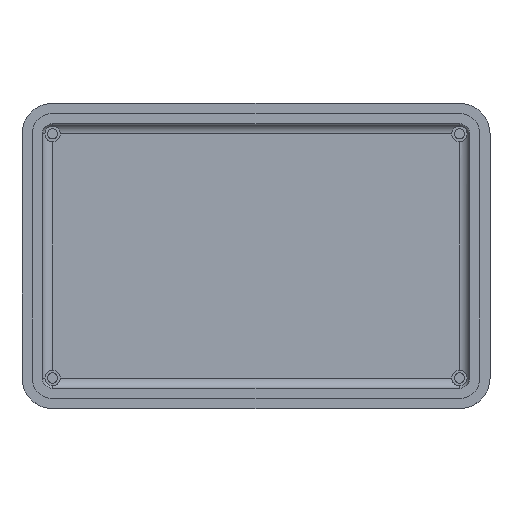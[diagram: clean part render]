
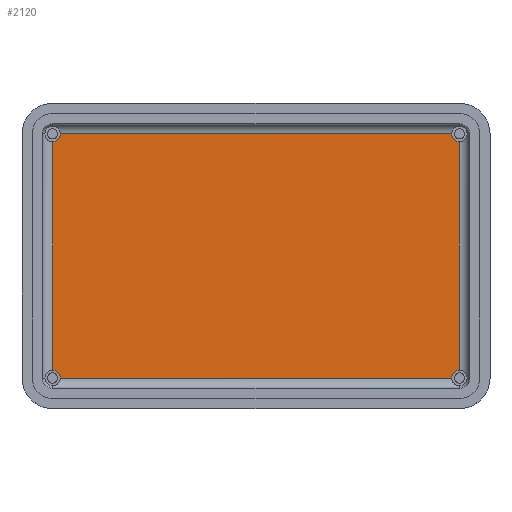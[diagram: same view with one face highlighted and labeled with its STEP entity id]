
A CAD part, top view. The second image highlights one B-rep face of the part: STEP entity #2120.
In plain terms, the highlighted planar face has unit normal (0, 0, 1).
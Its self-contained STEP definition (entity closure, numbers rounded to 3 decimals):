
#1665 = VERTEX_POINT('',#1666);
#1666 = CARTESIAN_POINT('',(-19.25,12.,-1.6));
#1696 = EDGE_CURVE('',#1665,#1697,#1699,.T.);
#1697 = VERTEX_POINT('',#1698);
#1698 = CARTESIAN_POINT('',(19.25,12.,-1.6));
#1699 = LINE('',#1700,#1701);
#1700 = CARTESIAN_POINT('',(-23.,12.,-1.6));
#1701 = VECTOR('',#1702,1.);
#1702 = DIRECTION('',(1.,0.,0.));
#1783 = VERTEX_POINT('',#1784);
#1784 = CARTESIAN_POINT('',(20.,-11.25,-1.6));
#1809 = EDGE_CURVE('',#1783,#1810,#1812,.T.);
#1810 = VERTEX_POINT('',#1811);
#1811 = CARTESIAN_POINT('',(20.,11.25,-1.6));
#1812 = LINE('',#1813,#1814);
#1813 = CARTESIAN_POINT('',(20.,-15.,-1.6));
#1814 = VECTOR('',#1815,1.);
#1815 = DIRECTION('',(0.,1.,0.));
#1888 = VERTEX_POINT('',#1889);
#1889 = CARTESIAN_POINT('',(-19.25,-12.,-1.6));
#1914 = EDGE_CURVE('',#1888,#1915,#1917,.T.);
#1915 = VERTEX_POINT('',#1916);
#1916 = CARTESIAN_POINT('',(19.25,-12.,-1.6));
#1917 = LINE('',#1918,#1919);
#1918 = CARTESIAN_POINT('',(-23.,-12.,-1.6));
#1919 = VECTOR('',#1920,1.);
#1920 = DIRECTION('',(1.,0.,0.));
#1990 = VERTEX_POINT('',#1991);
#1991 = CARTESIAN_POINT('',(-20.,-11.25,-1.6));
#2021 = EDGE_CURVE('',#1990,#2022,#2024,.T.);
#2022 = VERTEX_POINT('',#2023);
#2023 = CARTESIAN_POINT('',(-20.,11.25,-1.6));
#2024 = LINE('',#2025,#2026);
#2025 = CARTESIAN_POINT('',(-20.,-15.,-1.6));
#2026 = VECTOR('',#2027,1.);
#2027 = DIRECTION('',(0.,1.,0.));
#2108 = EDGE_CURVE('',#1697,#1810,#2109,.T.);
#2109 = CIRCLE('',#2110,0.75);
#2110 = AXIS2_PLACEMENT_3D('',#2111,#2112,#2113);
#2111 = CARTESIAN_POINT('',(20.,12.,-1.6));
#2112 = DIRECTION('',(0.,0.,1.));
#2113 = DIRECTION('',(1.,0.,0.));
#2120 = ADVANCED_FACE('',(#2121),#2149,.T.);
#2121 = FACE_BOUND('',#2122,.T.);
#2122 = EDGE_LOOP('',(#2123,#2124,#2131,#2132,#2139,#2140,#2141,#2142));
#2123 = ORIENTED_EDGE('',*,*,#2021,.F.);
#2124 = ORIENTED_EDGE('',*,*,#2125,.F.);
#2125 = EDGE_CURVE('',#1888,#1990,#2126,.T.);
#2126 = CIRCLE('',#2127,0.75);
#2127 = AXIS2_PLACEMENT_3D('',#2128,#2129,#2130);
#2128 = CARTESIAN_POINT('',(-20.,-12.,-1.6));
#2129 = DIRECTION('',(0.,0.,1.));
#2130 = DIRECTION('',(1.,0.,0.));
#2131 = ORIENTED_EDGE('',*,*,#1914,.T.);
#2132 = ORIENTED_EDGE('',*,*,#2133,.F.);
#2133 = EDGE_CURVE('',#1783,#1915,#2134,.T.);
#2134 = CIRCLE('',#2135,0.75);
#2135 = AXIS2_PLACEMENT_3D('',#2136,#2137,#2138);
#2136 = CARTESIAN_POINT('',(20.,-12.,-1.6));
#2137 = DIRECTION('',(0.,0.,1.));
#2138 = DIRECTION('',(1.,0.,0.));
#2139 = ORIENTED_EDGE('',*,*,#1809,.T.);
#2140 = ORIENTED_EDGE('',*,*,#2108,.F.);
#2141 = ORIENTED_EDGE('',*,*,#1696,.F.);
#2142 = ORIENTED_EDGE('',*,*,#2143,.F.);
#2143 = EDGE_CURVE('',#2022,#1665,#2144,.T.);
#2144 = CIRCLE('',#2145,0.75);
#2145 = AXIS2_PLACEMENT_3D('',#2146,#2147,#2148);
#2146 = CARTESIAN_POINT('',(-20.,12.,-1.6));
#2147 = DIRECTION('',(0.,0.,1.));
#2148 = DIRECTION('',(1.,0.,0.));
#2149 = PLANE('',#2150);
#2150 = AXIS2_PLACEMENT_3D('',#2151,#2152,#2153);
#2151 = CARTESIAN_POINT('',(-23.,-15.,-1.6));
#2152 = DIRECTION('',(0.,0.,1.));
#2153 = DIRECTION('',(1.,0.,0.));
